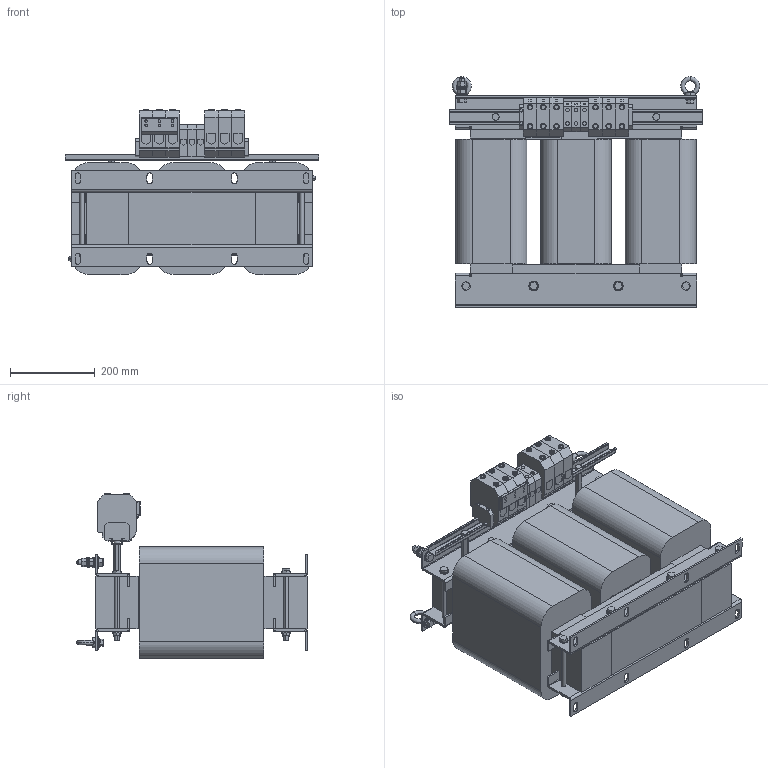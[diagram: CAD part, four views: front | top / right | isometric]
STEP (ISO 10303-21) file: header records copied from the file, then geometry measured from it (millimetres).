
FILE_DESCRIPTION (( 'STEP AP214' ), '1' );
FILE_NAME ('208968.STEP', '2023-09-20T09:14:58', ( '' ), ( '' ), 'SwSTEP 2.0', 'SolidWorks 2018', '' );
FILE_SCHEMA (( 'AUTOMOTIVE_DESIGN' ));
Length unit declared in the file: millimetre
Products named in the file (1): 208968
Bounding box: 600 x 545 x 390.5 mm (x, y, z)
Volume: 54672099.2 mm3; surface area: 1899664.5 mm2
Topology: 1 solids, 1 shells, 1335 faces, 3477 edges, 2227 vertices
Faces by surface type: plane 920, cylinder 329, cone 48, torus 26, bspline 12
Full cylindrical faces by diameter (mm): 10 x6
Entity records: 43571 total; most frequent: CARTESIAN_POINT 10292, ORIENTED_EDGE 6958, DIRECTION 6745, EDGE_CURVE 3479, VECTOR 2533, LINE 2533, VERTEX_POINT 2233, AXIS2_PLACEMENT_3D 2106
